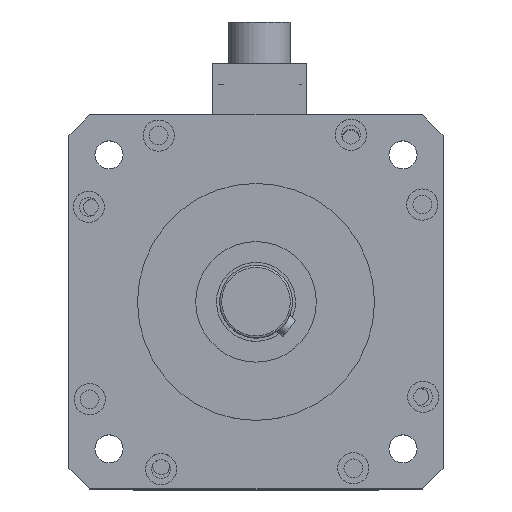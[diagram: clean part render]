
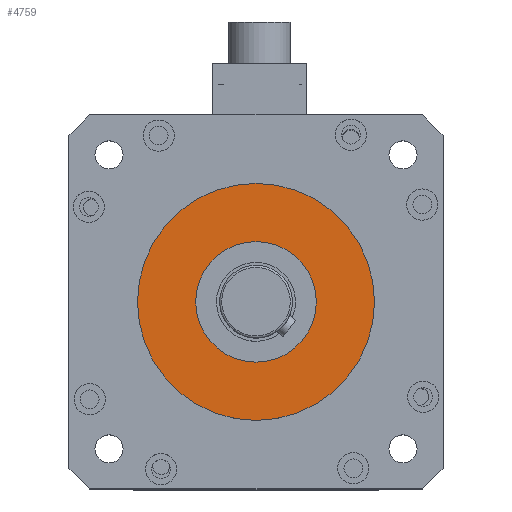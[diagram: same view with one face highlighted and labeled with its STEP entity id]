
A CAD part, top view. The second image highlights one B-rep face of the part: STEP entity #4759.
In plain terms, the highlighted planar face has unit normal (0, 0, 1).
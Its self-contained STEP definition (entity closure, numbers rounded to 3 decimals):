
#25 = EDGE_LOOP ( 'NONE', ( #6173, #10651 ) ) ;
#1182 = AXIS2_PLACEMENT_3D ( 'NONE', #14925, #9824, #16137 ) ;
#2339 = EDGE_CURVE ( 'NONE', #11795, #19188, #18233, .T. ) ;
#2670 = CIRCLE ( 'NONE', #1182, 57. ) ;
#2970 = CARTESIAN_POINT ( 'NONE',  ( 119., 90., 3.2 ) ) ;
#3005 = DIRECTION ( 'NONE',  ( 0., 0., 1. ) ) ;
#3247 = DIRECTION ( 'NONE',  ( 0., 0., 1. ) ) ;
#3980 = AXIS2_PLACEMENT_3D ( 'NONE', #14761, #8441, #11394 ) ;
#4759 = ADVANCED_FACE ( 'NONE', ( #12609, #14359 ), #19429, .T. ) ;
#5168 = EDGE_CURVE ( 'NONE', #19188, #11795, #20654, .T. ) ;
#5653 = CARTESIAN_POINT ( 'NONE',  ( 147., 90., 3.2 ) ) ;
#6036 = ORIENTED_EDGE ( 'NONE', *, *, #5168, .F. ) ;
#6173 = ORIENTED_EDGE ( 'NONE', *, *, #9741, .T. ) ;
#6881 = VERTEX_POINT ( 'NONE', #9390 ) ;
#6954 = CARTESIAN_POINT ( 'NONE',  ( 61., 90., 3.2 ) ) ;
#8441 = DIRECTION ( 'NONE',  ( 0., 0., 1. ) ) ;
#9390 = CARTESIAN_POINT ( 'NONE',  ( 33., 90., 3.2 ) ) ;
#9741 = EDGE_CURVE ( 'NONE', #6881, #20267, #2670, .T. ) ;
#9824 = DIRECTION ( 'NONE',  ( 0., 0., 1. ) ) ;
#10015 = DIRECTION ( 'NONE',  ( 1., 0., 0. ) ) ;
#10095 = AXIS2_PLACEMENT_3D ( 'NONE', #17570, #3005, #17497 ) ;
#10651 = ORIENTED_EDGE ( 'NONE', *, *, #18543, .T. ) ;
#11394 = DIRECTION ( 'NONE',  ( 1., 0., 0. ) ) ;
#11407 = ORIENTED_EDGE ( 'NONE', *, *, #2339, .F. ) ;
#11795 = VERTEX_POINT ( 'NONE', #6954 ) ;
#12609 = FACE_BOUND ( 'NONE', #20357, .T. ) ;
#12887 = AXIS2_PLACEMENT_3D ( 'NONE', #15103, #19918, #18222 ) ;
#14359 = FACE_OUTER_BOUND ( 'NONE', #25, .T. ) ;
#14761 = CARTESIAN_POINT ( 'NONE',  ( 90., 90., 3.2 ) ) ;
#14925 = CARTESIAN_POINT ( 'NONE',  ( 90., 90., 3.2 ) ) ;
#15103 = CARTESIAN_POINT ( 'NONE',  ( 90., 90., 3.2 ) ) ;
#16137 = DIRECTION ( 'NONE',  ( 1., 0., 0. ) ) ;
#16328 = CARTESIAN_POINT ( 'NONE',  ( 90., 90., 3.2 ) ) ;
#17497 = DIRECTION ( 'NONE',  ( 1., 0., 0. ) ) ;
#17570 = CARTESIAN_POINT ( 'NONE',  ( 90., 90., 3.2 ) ) ;
#18203 = CIRCLE ( 'NONE', #12887, 57. ) ;
#18222 = DIRECTION ( 'NONE',  ( 1., 0., 0. ) ) ;
#18233 = CIRCLE ( 'NONE', #3980, 29. ) ;
#18543 = EDGE_CURVE ( 'NONE', #20267, #6881, #18203, .T. ) ;
#19188 = VERTEX_POINT ( 'NONE', #2970 ) ;
#19429 = PLANE ( 'NONE',  #20451 ) ;
#19918 = DIRECTION ( 'NONE',  ( 0., 0., 1. ) ) ;
#20267 = VERTEX_POINT ( 'NONE', #5653 ) ;
#20357 = EDGE_LOOP ( 'NONE', ( #6036, #11407 ) ) ;
#20451 = AXIS2_PLACEMENT_3D ( 'NONE', #16328, #3247, #10015 ) ;
#20654 = CIRCLE ( 'NONE', #10095, 29. ) ;
